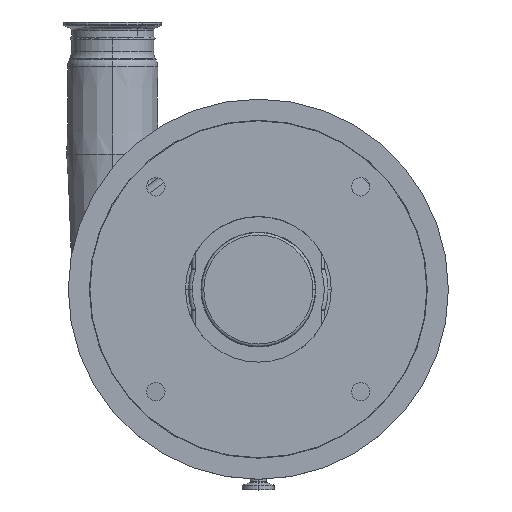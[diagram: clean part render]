
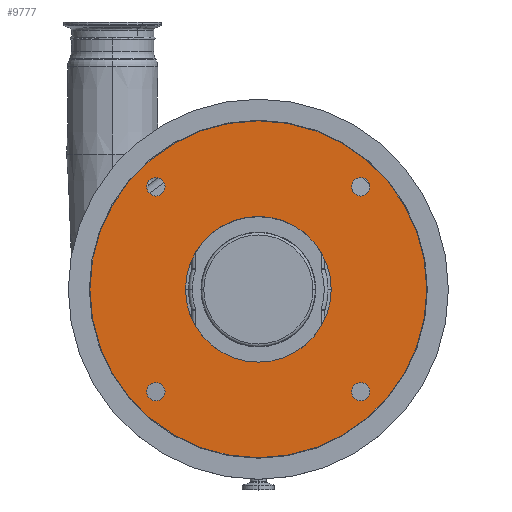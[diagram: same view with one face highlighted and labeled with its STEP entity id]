
A CAD part, top view. The second image highlights one B-rep face of the part: STEP entity #9777.
In plain terms, the highlighted planar face has unit normal (0, 0, 1).
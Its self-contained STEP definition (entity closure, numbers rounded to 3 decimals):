
#82 = AXIS2_PLACEMENT_3D ( 'NONE', #4774, #9684, #12107 ) ;
#113 = PLANE ( 'NONE',  #12979 ) ;
#247 = EDGE_CURVE ( 'NONE', #14465, #13738, #10430, .T. ) ;
#1156 = CIRCLE ( 'NONE', #5655, 57.5 ) ;
#1192 = CIRCLE ( 'NONE', #2455, 7.25 ) ;
#1386 = DIRECTION ( 'NONE',  ( 0., 0., 1. ) ) ;
#1501 = FACE_BOUND ( 'NONE', #15715, .T. ) ;
#1666 = CARTESIAN_POINT ( 'NONE',  ( -88.072, -80.822, 189.5 ) ) ;
#1706 = AXIS2_PLACEMENT_3D ( 'NONE', #6677, #4225, #11520 ) ;
#1828 = CIRCLE ( 'NONE', #13982, 132.95 ) ;
#2038 = VERTEX_POINT ( 'NONE', #6729 ) ;
#2135 = ORIENTED_EDGE ( 'NONE', *, *, #10553, .F. ) ;
#2164 = EDGE_CURVE ( 'NONE', #13738, #14465, #12489, .T. ) ;
#2286 = DIRECTION ( 'NONE',  ( 1., 0., 0. ) ) ;
#2455 = AXIS2_PLACEMENT_3D ( 'NONE', #8362, #7343, #5960 ) ;
#2548 = CARTESIAN_POINT ( 'NONE',  ( 0., 0., 189.5 ) ) ;
#2716 = EDGE_CURVE ( 'NONE', #9828, #10123, #1156, .T. ) ;
#2940 = CIRCLE ( 'NONE', #3697, 132.95 ) ;
#3142 = CIRCLE ( 'NONE', #8478, 7.25 ) ;
#3241 = CARTESIAN_POINT ( 'NONE',  ( 0., 0., 189.5 ) ) ;
#3697 = AXIS2_PLACEMENT_3D ( 'NONE', #12284, #11067, #9962 ) ;
#3776 = VERTEX_POINT ( 'NONE', #3862 ) ;
#3862 = CARTESIAN_POINT ( 'NONE',  ( 73.572, 80.822, 189.5 ) ) ;
#3933 = EDGE_CURVE ( 'NONE', #14535, #8672, #12288, .T. ) ;
#3936 = DIRECTION ( 'NONE',  ( 0., 0., 1. ) ) ;
#4225 = DIRECTION ( 'NONE',  ( 0., 0., 1. ) ) ;
#4236 = CIRCLE ( 'NONE', #1706, 57.5 ) ;
#4495 = DIRECTION ( 'NONE',  ( 1., 0., 0. ) ) ;
#4522 = ORIENTED_EDGE ( 'NONE', *, *, #6812, .T. ) ;
#4640 = DIRECTION ( 'NONE',  ( 0., 0., 1. ) ) ;
#4652 = EDGE_CURVE ( 'NONE', #2038, #14631, #2940, .T. ) ;
#4713 = DIRECTION ( 'NONE',  ( 1., 0., 0. ) ) ;
#4774 = CARTESIAN_POINT ( 'NONE',  ( 80.822, 80.822, 189.5 ) ) ;
#4937 = DIRECTION ( 'NONE',  ( 1., 0., 0. ) ) ;
#5008 = FACE_OUTER_BOUND ( 'NONE', #6741, .T. ) ;
#5324 = EDGE_CURVE ( 'NONE', #10123, #9828, #4236, .T. ) ;
#5377 = ORIENTED_EDGE ( 'NONE', *, *, #11757, .F. ) ;
#5655 = AXIS2_PLACEMENT_3D ( 'NONE', #3241, #11063, #12131 ) ;
#5667 = VERTEX_POINT ( 'NONE', #12927 ) ;
#5847 = ORIENTED_EDGE ( 'NONE', *, *, #13588, .F. ) ;
#5900 = CIRCLE ( 'NONE', #15553, 7.25 ) ;
#5960 = DIRECTION ( 'NONE',  ( 1., 0., 0. ) ) ;
#6014 = CARTESIAN_POINT ( 'NONE',  ( 88.072, 80.822, 189.5 ) ) ;
#6124 = CARTESIAN_POINT ( 'NONE',  ( -57.5, 0., 189.5 ) ) ;
#6677 = CARTESIAN_POINT ( 'NONE',  ( 0., 0., 189.5 ) ) ;
#6729 = CARTESIAN_POINT ( 'NONE',  ( 132.95, 0., 189.5 ) ) ;
#6741 = EDGE_LOOP ( 'NONE', ( #10775, #4522 ) ) ;
#6812 = EDGE_CURVE ( 'NONE', #14631, #2038, #1828, .T. ) ;
#7343 = DIRECTION ( 'NONE',  ( 0., 0., 1. ) ) ;
#7365 = DIRECTION ( 'NONE',  ( 0., 0., 1. ) ) ;
#7396 = DIRECTION ( 'NONE',  ( 1., 0., 0. ) ) ;
#7409 = CARTESIAN_POINT ( 'NONE',  ( 80.822, 80.822, 189.5 ) ) ;
#7434 = EDGE_LOOP ( 'NONE', ( #2135, #12538 ) ) ;
#7595 = CARTESIAN_POINT ( 'NONE',  ( 80.822, -80.822, 189.5 ) ) ;
#7963 = CIRCLE ( 'NONE', #82, 7.25 ) ;
#8155 = DIRECTION ( 'NONE',  ( 0., 0., 1. ) ) ;
#8362 = CARTESIAN_POINT ( 'NONE',  ( -80.822, 80.822, 189.5 ) ) ;
#8478 = AXIS2_PLACEMENT_3D ( 'NONE', #11701, #8155, #2286 ) ;
#8672 = VERTEX_POINT ( 'NONE', #12400 ) ;
#8750 = CIRCLE ( 'NONE', #12058, 7.25 ) ;
#8988 = EDGE_LOOP ( 'NONE', ( #14768, #12866 ) ) ;
#9213 = CARTESIAN_POINT ( 'NONE',  ( 57.5, 0., 189.5 ) ) ;
#9445 = ORIENTED_EDGE ( 'NONE', *, *, #2716, .F. ) ;
#9488 = CARTESIAN_POINT ( 'NONE',  ( -80.822, -80.822, 189.5 ) ) ;
#9684 = DIRECTION ( 'NONE',  ( 0., 0., 1. ) ) ;
#9693 = FACE_BOUND ( 'NONE', #15489, .T. ) ;
#9777 = ADVANCED_FACE ( 'NONE', ( #5008, #9693, #9843, #14723, #14499, #1501 ), #113, .T. ) ;
#9828 = VERTEX_POINT ( 'NONE', #6124 ) ;
#9843 = FACE_BOUND ( 'NONE', #7434, .T. ) ;
#9962 = DIRECTION ( 'NONE',  ( 1., 0., 0. ) ) ;
#10025 = CARTESIAN_POINT ( 'NONE',  ( 80.822, -80.822, 189.5 ) ) ;
#10101 = DIRECTION ( 'NONE',  ( 1., 0., 0. ) ) ;
#10123 = VERTEX_POINT ( 'NONE', #9213 ) ;
#10430 = CIRCLE ( 'NONE', #14507, 7.25 ) ;
#10553 = EDGE_CURVE ( 'NONE', #8672, #14535, #5900, .T. ) ;
#10733 = CARTESIAN_POINT ( 'NONE',  ( 0., 0., 189.5 ) ) ;
#10775 = ORIENTED_EDGE ( 'NONE', *, *, #4652, .T. ) ;
#11010 = DIRECTION ( 'NONE',  ( 1., 0., 0. ) ) ;
#11028 = VERTEX_POINT ( 'NONE', #6014 ) ;
#11063 = DIRECTION ( 'NONE',  ( 0., 0., 1. ) ) ;
#11067 = DIRECTION ( 'NONE',  ( 0., 0., 1. ) ) ;
#11440 = VERTEX_POINT ( 'NONE', #14237 ) ;
#11520 = DIRECTION ( 'NONE',  ( 1., 0., 0. ) ) ;
#11583 = EDGE_CURVE ( 'NONE', #11440, #5667, #3142, .T. ) ;
#11701 = CARTESIAN_POINT ( 'NONE',  ( -80.822, 80.822, 189.5 ) ) ;
#11757 = EDGE_CURVE ( 'NONE', #3776, #11028, #7963, .T. ) ;
#11791 = CARTESIAN_POINT ( 'NONE',  ( -132.95, 0., 189.5 ) ) ;
#11838 = EDGE_LOOP ( 'NONE', ( #14656, #5377 ) ) ;
#12030 = CARTESIAN_POINT ( 'NONE',  ( 73.572, -80.822, 189.5 ) ) ;
#12058 = AXIS2_PLACEMENT_3D ( 'NONE', #7409, #1386, #11010 ) ;
#12107 = DIRECTION ( 'NONE',  ( 1., 0., 0. ) ) ;
#12131 = DIRECTION ( 'NONE',  ( 1., 0., 0. ) ) ;
#12284 = CARTESIAN_POINT ( 'NONE',  ( 0., 0., 189.5 ) ) ;
#12288 = CIRCLE ( 'NONE', #15600, 7.25 ) ;
#12290 = DIRECTION ( 'NONE',  ( 0., 0., 1. ) ) ;
#12400 = CARTESIAN_POINT ( 'NONE',  ( -73.572, -80.822, 189.5 ) ) ;
#12489 = CIRCLE ( 'NONE', #14534, 7.25 ) ;
#12538 = ORIENTED_EDGE ( 'NONE', *, *, #3933, .F. ) ;
#12866 = ORIENTED_EDGE ( 'NONE', *, *, #2164, .F. ) ;
#12927 = CARTESIAN_POINT ( 'NONE',  ( -88.072, 80.822, 189.5 ) ) ;
#12979 = AXIS2_PLACEMENT_3D ( 'NONE', #10733, #15610, #4713 ) ;
#13067 = EDGE_CURVE ( 'NONE', #11028, #3776, #8750, .T. ) ;
#13521 = ORIENTED_EDGE ( 'NONE', *, *, #5324, .F. ) ;
#13588 = EDGE_CURVE ( 'NONE', #5667, #11440, #1192, .T. ) ;
#13738 = VERTEX_POINT ( 'NONE', #12030 ) ;
#13956 = DIRECTION ( 'NONE',  ( 0., 0., 1. ) ) ;
#13982 = AXIS2_PLACEMENT_3D ( 'NONE', #2548, #12290, #7396 ) ;
#14237 = CARTESIAN_POINT ( 'NONE',  ( -73.572, 80.822, 189.5 ) ) ;
#14465 = VERTEX_POINT ( 'NONE', #14821 ) ;
#14499 = FACE_BOUND ( 'NONE', #11838, .T. ) ;
#14507 = AXIS2_PLACEMENT_3D ( 'NONE', #10025, #3936, #10101 ) ;
#14534 = AXIS2_PLACEMENT_3D ( 'NONE', #7595, #7365, #4937 ) ;
#14535 = VERTEX_POINT ( 'NONE', #1666 ) ;
#14631 = VERTEX_POINT ( 'NONE', #11791 ) ;
#14656 = ORIENTED_EDGE ( 'NONE', *, *, #13067, .F. ) ;
#14673 = ORIENTED_EDGE ( 'NONE', *, *, #11583, .F. ) ;
#14723 = FACE_BOUND ( 'NONE', #8988, .T. ) ;
#14768 = ORIENTED_EDGE ( 'NONE', *, *, #247, .F. ) ;
#14821 = CARTESIAN_POINT ( 'NONE',  ( 88.072, -80.822, 189.5 ) ) ;
#15399 = CARTESIAN_POINT ( 'NONE',  ( -80.822, -80.822, 189.5 ) ) ;
#15462 = DIRECTION ( 'NONE',  ( 1., 0., 0. ) ) ;
#15489 = EDGE_LOOP ( 'NONE', ( #14673, #5847 ) ) ;
#15553 = AXIS2_PLACEMENT_3D ( 'NONE', #15399, #13956, #4495 ) ;
#15600 = AXIS2_PLACEMENT_3D ( 'NONE', #9488, #4640, #15462 ) ;
#15610 = DIRECTION ( 'NONE',  ( 0., 0., 1. ) ) ;
#15715 = EDGE_LOOP ( 'NONE', ( #13521, #9445 ) ) ;
